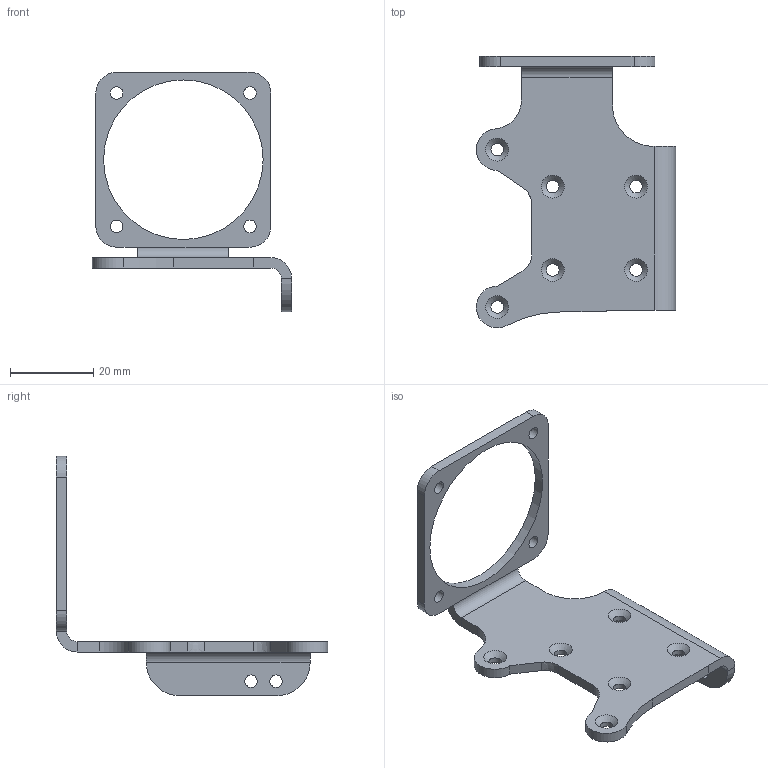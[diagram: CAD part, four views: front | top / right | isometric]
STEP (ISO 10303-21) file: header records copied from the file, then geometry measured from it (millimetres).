
FILE_DESCRIPTION(/* description */ (''),/* implementation_level */ '2;1');
FILE_NAME(/* name */ 'MGN12H_LGX_ACE_Mount.step',/* time_stamp */ '2024-08-11T00:01:39-07:00',/* author */ (''),/* organization */ (''),/* preprocessor_version */ 'ST-DEVELOPER v20',/* originating_system */ 'Autodesk Translation Framework v13.14.0.145',/* authorisation */ '');
FILE_SCHEMA (('AUTOMOTIVE_DESIGN { 1 0 10303 214 3 1 1 }'));
Length unit declared in the file: millimetre
Products named in the file (2): 3d  Printer Hotend; Component1
Assembly tree (1 placements, depth 2):
  3d  Printer Hotend
    Component1
Bounding box: 47.85 x 65.14 x 57.5 mm (x, y, z)
Volume: 7404.2 mm3; surface area: 7406.2 mm2
Topology: 1 solids, 1 shells, 57 faces, 155 edges, 100 vertices
Faces by surface type: cylinder 28, plane 19, cone 6, bspline 4
Full cylindrical faces by diameter (mm): 3 x12, 38.292 x1
Entity records: 2036 total; most frequent: CARTESIAN_POINT 467, DIRECTION 323, ORIENTED_EDGE 310, EDGE_CURVE 155, AXIS2_PLACEMENT_3D 124, VERTEX_POINT 100, EDGE_LOOP 83, LINE 75
